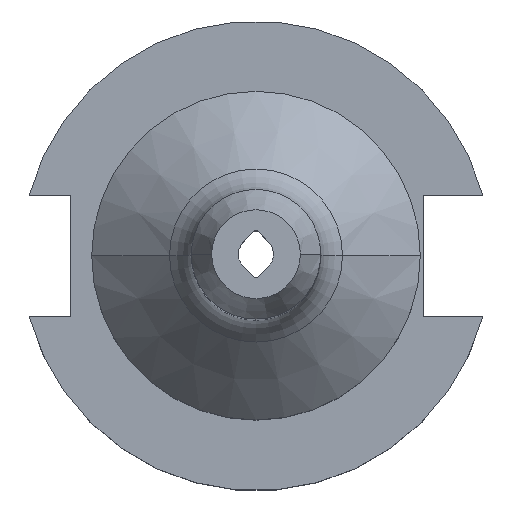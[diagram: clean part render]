
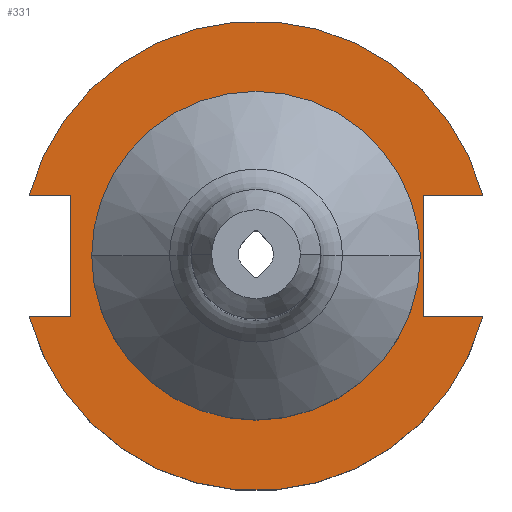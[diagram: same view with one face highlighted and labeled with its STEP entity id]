
A CAD part, top view. The second image highlights one B-rep face of the part: STEP entity #331.
In plain terms, the highlighted planar face has unit normal (0, 0, 1).
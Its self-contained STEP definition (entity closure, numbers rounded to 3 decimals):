
#8 = DIRECTION ( 'NONE',  ( -1., 0., 0. ) ) ;
#14 = VERTEX_POINT ( 'NONE', #689 ) ;
#21 = LINE ( 'NONE', #1313, #456 ) ;
#24 = FACE_BOUND ( 'NONE', #100, .T. ) ;
#53 = EDGE_CURVE ( 'NONE', #1013, #1329, #691, .T. ) ;
#74 = VERTEX_POINT ( 'NONE', #828 ) ;
#81 = DIRECTION ( 'NONE',  ( 1., 0., 0. ) ) ;
#100 = EDGE_LOOP ( 'NONE', ( #1563, #1926 ) ) ;
#156 = DIRECTION ( 'NONE',  ( -1., 0., 0. ) ) ;
#205 = CARTESIAN_POINT ( 'NONE',  ( 0., 0., 19.05 ) ) ;
#222 = VERTEX_POINT ( 'NONE', #1072 ) ;
#314 = CARTESIAN_POINT ( 'NONE',  ( 22.606, -8.191, 19.05 ) ) ;
#331 = ADVANCED_FACE ( 'NONE', ( #24, #366 ), #1837, .F. ) ;
#366 = FACE_OUTER_BOUND ( 'NONE', #1865, .T. ) ;
#380 = DIRECTION ( 'NONE',  ( 0., 0., 1. ) ) ;
#389 = VERTEX_POINT ( 'NONE', #1403 ) ;
#426 = DIRECTION ( 'NONE',  ( 1., 0., 0. ) ) ;
#438 = CARTESIAN_POINT ( 'NONE',  ( -22.225, 0., 19.05 ) ) ;
#456 = VECTOR ( 'NONE', #1927, 1000. ) ;
#465 = CARTESIAN_POINT ( 'NONE',  ( -61.091, -8.191, 19.05 ) ) ;
#497 = ORIENTED_EDGE ( 'NONE', *, *, #906, .T. ) ;
#520 = DIRECTION ( 'NONE',  ( 1., 0., 0. ) ) ;
#545 = DIRECTION ( 'NONE',  ( 0., 0., 1. ) ) ;
#553 = EDGE_CURVE ( 'NONE', #639, #1013, #1928, .T. ) ;
#561 = ORIENTED_EDGE ( 'NONE', *, *, #806, .T. ) ;
#596 = DIRECTION ( 'NONE',  ( 1., 0., 0. ) ) ;
#605 = ORIENTED_EDGE ( 'NONE', *, *, #1781, .F. ) ;
#639 = VERTEX_POINT ( 'NONE', #1382 ) ;
#647 = EDGE_CURVE ( 'NONE', #1030, #389, #1440, .T. ) ;
#656 = AXIS2_PLACEMENT_3D ( 'NONE', #1143, #871, #81 ) ;
#657 = CARTESIAN_POINT ( 'NONE',  ( 0., 0., 19.05 ) ) ;
#659 = CARTESIAN_POINT ( 'NONE',  ( 0., 22.225, 19.05 ) ) ;
#689 = CARTESIAN_POINT ( 'NONE',  ( -30.675, -8.191, 19.05 ) ) ;
#691 = LINE ( 'NONE', #938, #1822 ) ;
#702 = VECTOR ( 'NONE', #1100, 1000. ) ;
#705 = ORIENTED_EDGE ( 'NONE', *, *, #1344, .T. ) ;
#760 = CIRCLE ( 'NONE', #656, 22.225 ) ;
#765 = ORIENTED_EDGE ( 'NONE', *, *, #1088, .F. ) ;
#806 = EDGE_CURVE ( 'NONE', #1329, #222, #21, .T. ) ;
#822 = CARTESIAN_POINT ( 'NONE',  ( 22.606, 8.191, 19.05 ) ) ;
#828 = CARTESIAN_POINT ( 'NONE',  ( 22.225, 0., 19.05 ) ) ;
#835 = ORIENTED_EDGE ( 'NONE', *, *, #53, .T. ) ;
#842 = LINE ( 'NONE', #1650, #1626 ) ;
#871 = DIRECTION ( 'NONE',  ( 0., 0., 1. ) ) ;
#892 = DIRECTION ( 'NONE',  ( 1., 0., 0. ) ) ;
#906 = EDGE_CURVE ( 'NONE', #14, #389, #1160, .T. ) ;
#927 = VERTEX_POINT ( 'NONE', #822 ) ;
#938 = CARTESIAN_POINT ( 'NONE',  ( -61.091, 8.191, 19.05 ) ) ;
#946 = LINE ( 'NONE', #1435, #1250 ) ;
#1013 = VERTEX_POINT ( 'NONE', #1904 ) ;
#1030 = VERTEX_POINT ( 'NONE', #314 ) ;
#1064 = CIRCLE ( 'NONE', #1915, 22.225 ) ;
#1072 = CARTESIAN_POINT ( 'NONE',  ( -25.091, -8.191, 19.05 ) ) ;
#1077 = CARTESIAN_POINT ( 'NONE',  ( 0., 0., 19.05 ) ) ;
#1088 = EDGE_CURVE ( 'NONE', #639, #927, #842, .T. ) ;
#1100 = DIRECTION ( 'NONE',  ( 1., 0., 0. ) ) ;
#1116 = AXIS2_PLACEMENT_3D ( 'NONE', #659, #1384, #8 ) ;
#1120 = CARTESIAN_POINT ( 'NONE',  ( 0., -8.191, 19.05 ) ) ;
#1143 = CARTESIAN_POINT ( 'NONE',  ( 0., 0., 19.05 ) ) ;
#1159 = VECTOR ( 'NONE', #892, 1000. ) ;
#1160 = CIRCLE ( 'NONE', #1832, 31.75 ) ;
#1172 = AXIS2_PLACEMENT_3D ( 'NONE', #205, #545, #596 ) ;
#1191 = DIRECTION ( 'NONE',  ( 0., 1., 0. ) ) ;
#1244 = DIRECTION ( 'NONE',  ( 1., 0., 0. ) ) ;
#1250 = VECTOR ( 'NONE', #1191, 1000. ) ;
#1279 = CARTESIAN_POINT ( 'NONE',  ( -25.091, 8.191, 19.05 ) ) ;
#1313 = CARTESIAN_POINT ( 'NONE',  ( -25.091, 8.191, 19.05 ) ) ;
#1329 = VERTEX_POINT ( 'NONE', #1279 ) ;
#1344 = EDGE_CURVE ( 'NONE', #1030, #927, #946, .T. ) ;
#1382 = CARTESIAN_POINT ( 'NONE',  ( 30.675, 8.191, 19.05 ) ) ;
#1384 = DIRECTION ( 'NONE',  ( 0., 0., -1. ) ) ;
#1403 = CARTESIAN_POINT ( 'NONE',  ( 30.675, -8.191, 19.05 ) ) ;
#1435 = CARTESIAN_POINT ( 'NONE',  ( 22.606, 22.225, 19.05 ) ) ;
#1440 = LINE ( 'NONE', #1120, #702 ) ;
#1441 = EDGE_CURVE ( 'NONE', #74, #1481, #760, .T. ) ;
#1467 = DIRECTION ( 'NONE',  ( 0., 0., 1. ) ) ;
#1481 = VERTEX_POINT ( 'NONE', #438 ) ;
#1535 = ORIENTED_EDGE ( 'NONE', *, *, #553, .T. ) ;
#1557 = LINE ( 'NONE', #465, #1159 ) ;
#1563 = ORIENTED_EDGE ( 'NONE', *, *, #1441, .F. ) ;
#1626 = VECTOR ( 'NONE', #156, 1000. ) ;
#1650 = CARTESIAN_POINT ( 'NONE',  ( 0., 8.191, 19.05 ) ) ;
#1781 = EDGE_CURVE ( 'NONE', #14, #222, #1557, .T. ) ;
#1822 = VECTOR ( 'NONE', #1244, 1000. ) ;
#1832 = AXIS2_PLACEMENT_3D ( 'NONE', #657, #380, #520 ) ;
#1837 = PLANE ( 'NONE',  #1116 ) ;
#1840 = EDGE_CURVE ( 'NONE', #1481, #74, #1064, .T. ) ;
#1865 = EDGE_LOOP ( 'NONE', ( #561, #605, #497, #1871, #705, #765, #1535, #835 ) ) ;
#1871 = ORIENTED_EDGE ( 'NONE', *, *, #647, .F. ) ;
#1904 = CARTESIAN_POINT ( 'NONE',  ( -30.675, 8.191, 19.05 ) ) ;
#1915 = AXIS2_PLACEMENT_3D ( 'NONE', #1077, #1467, #426 ) ;
#1926 = ORIENTED_EDGE ( 'NONE', *, *, #1840, .F. ) ;
#1927 = DIRECTION ( 'NONE',  ( 0., -1., 0. ) ) ;
#1928 = CIRCLE ( 'NONE', #1172, 31.75 ) ;
